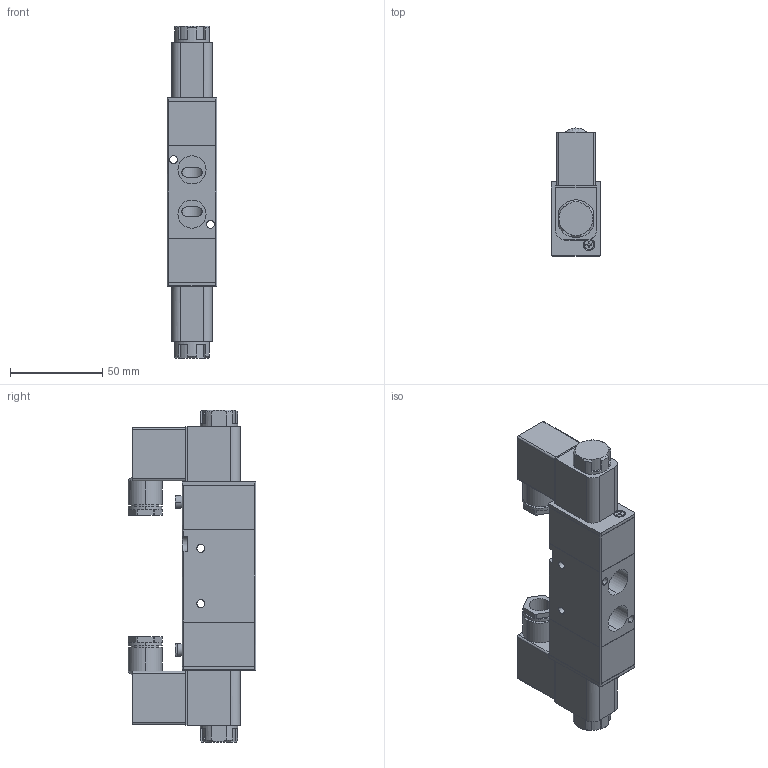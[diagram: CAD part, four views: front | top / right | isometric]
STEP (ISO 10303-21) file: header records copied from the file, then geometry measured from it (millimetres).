
FILE_DESCRIPTION (( 'STEP AP203' ), '1' );
FILE_NAME ('3V320-10-D.STEP', '2017-12-01T22:18:06', ( '' ), ( '' ), 'SwSTEP 2.0', 'SolidWorks 2016', '' );
FILE_SCHEMA (( 'CONFIG_CONTROL_DESIGN' ));
Length unit declared in the file: millimetre
Products named in the file (1): 3V320-10-D
Bounding box: 27 x 69.25 x 180 mm (x, y, z)
Volume: 180633.7 mm3; surface area: 39604.8 mm2
Topology: 5 solids, 5 shells, 409 faces, 1101 edges, 718 vertices
Faces by surface type: plane 260, cylinder 121, cone 22, bspline 6
Entity records: 13588 total; most frequent: CARTESIAN_POINT 3241, ORIENTED_EDGE 2186, DIRECTION 2127, EDGE_CURVE 1093, AXIS2_PLACEMENT_3D 742, VERTEX_POINT 718, LINE 643, VECTOR 643
